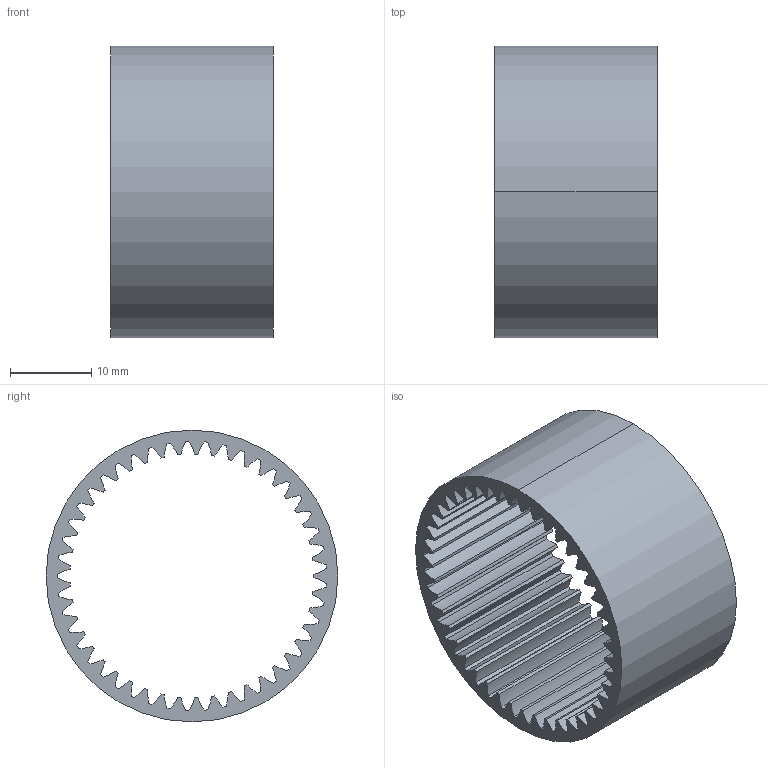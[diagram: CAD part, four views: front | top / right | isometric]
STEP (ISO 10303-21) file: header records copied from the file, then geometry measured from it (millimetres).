
FILE_DESCRIPTION (( 'STEP AP214' ), '1' );
FILE_NAME ('0.7M 45T.STEP', '2023-12-27T08:08:48', ( 'Windows' ), ( '' ), 'SwSTEP 2.0', 'SolidWorks 2019', '' );
FILE_SCHEMA (( 'AUTOMOTIVE_DESIGN' ));
Length unit declared in the file: millimetre
Products named in the file (1): 0.7M 45T
Bounding box: 20 x 36 x 36 mm (x, y, z)
Volume: 4522.7 mm3; surface area: 6549.4 mm2
Topology: 1 solids, 1 shells, 188 faces, 558 edges, 372 vertices
Faces by surface type: cylinder 186, plane 2
Entity records: 6572 total; most frequent: DIRECTION 1308, CARTESIAN_POINT 1119, ORIENTED_EDGE 1116, AXIS2_PLACEMENT_3D 561, EDGE_CURVE 558, CIRCLE 372, VERTEX_POINT 372, EDGE_LOOP 190
